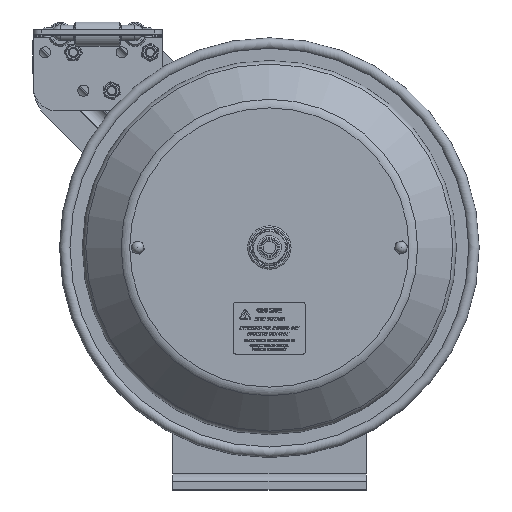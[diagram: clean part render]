
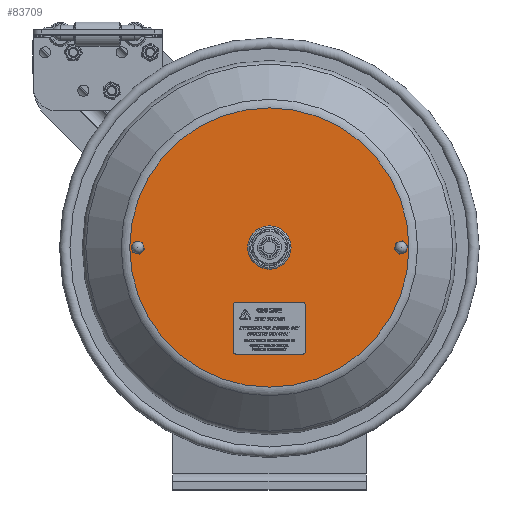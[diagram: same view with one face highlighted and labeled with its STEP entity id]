
A CAD part, top view. The second image highlights one B-rep face of the part: STEP entity #83709.
In plain terms, the highlighted planar face has unit normal (0, 0, 1).
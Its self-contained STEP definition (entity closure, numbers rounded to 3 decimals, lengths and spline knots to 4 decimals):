
#4875=FACE_BOUND('',#11198,.T.);
#4876=FACE_BOUND('',#11199,.T.);
#4877=FACE_BOUND('',#11200,.T.);
#6353=CIRCLE('',#88576,4.325);
#6354=CIRCLE('',#88577,4.325);
#6356=CIRCLE('',#88580,0.625);
#6357=CIRCLE('',#88581,0.1094);
#6358=CIRCLE('',#88582,0.1094);
#7694=FACE_OUTER_BOUND('',#11197,.T.);
#11197=EDGE_LOOP('',(#60206,#60207));
#11198=EDGE_LOOP('',(#60208));
#11199=EDGE_LOOP('',(#60209));
#11200=EDGE_LOOP('',(#60210));
#33836=VERTEX_POINT('',#113821);
#33837=VERTEX_POINT('',#113822);
#33838=VERTEX_POINT('',#113827);
#33839=VERTEX_POINT('',#113829);
#33840=VERTEX_POINT('',#113831);
#44878=EDGE_CURVE('',#33836,#33837,#6353,.T.);
#44879=EDGE_CURVE('',#33837,#33836,#6354,.T.);
#44881=EDGE_CURVE('',#33838,#33838,#6356,.T.);
#44882=EDGE_CURVE('',#33839,#33839,#6357,.T.);
#44883=EDGE_CURVE('',#33840,#33840,#6358,.T.);
#60206=ORIENTED_EDGE('',*,*,#44878,.T.);
#60207=ORIENTED_EDGE('',*,*,#44879,.T.);
#60208=ORIENTED_EDGE('',*,*,#44881,.T.);
#60209=ORIENTED_EDGE('',*,*,#44882,.T.);
#60210=ORIENTED_EDGE('',*,*,#44883,.T.);
#77895=PLANE('',#88579);
#83709=ADVANCED_FACE('',(#7694,#4875,#4876,#4877),#77895,.T.);
#88576=AXIS2_PLACEMENT_3D('',#113823,#95505,#95506);
#88577=AXIS2_PLACEMENT_3D('',#113824,#95507,#95508);
#88579=AXIS2_PLACEMENT_3D('',#113826,#95511,#95512);
#88580=AXIS2_PLACEMENT_3D('',#113828,#95513,#95514);
#88581=AXIS2_PLACEMENT_3D('',#113830,#95515,#95516);
#88582=AXIS2_PLACEMENT_3D('',#113832,#95517,#95518);
#95505=DIRECTION('center_axis',(0.,0.,1.));
#95506=DIRECTION('ref_axis',(-1.,0.,0.));
#95507=DIRECTION('center_axis',(0.,0.,1.));
#95508=DIRECTION('ref_axis',(-1.,0.,0.));
#95511=DIRECTION('center_axis',(0.,0.,1.));
#95512=DIRECTION('ref_axis',(0.,-1.,0.));
#95513=DIRECTION('center_axis',(0.,0.,-1.));
#95514=DIRECTION('ref_axis',(-1.,0.,0.));
#95515=DIRECTION('center_axis',(0.,0.,-1.));
#95516=DIRECTION('ref_axis',(1.,0.,0.));
#95517=DIRECTION('center_axis',(0.,0.,-1.));
#95518=DIRECTION('ref_axis',(1.,0.,0.));
#113821=CARTESIAN_POINT('',(-4.33,0.,6.4506));
#113822=CARTESIAN_POINT('',(-0.005,4.325,6.4506));
#113823=CARTESIAN_POINT('Origin',(-0.005,0.,
6.4506));
#113824=CARTESIAN_POINT('Origin',(-0.005,0.,
6.4506));
#113826=CARTESIAN_POINT('Origin',(-2.1675,0.,
6.4506));
#113827=CARTESIAN_POINT('',(0.62,0.,6.4506));
#113828=CARTESIAN_POINT('Origin',(-0.005,0.,
6.4506));
#113829=CARTESIAN_POINT('',(-3.9737,0.,6.4506));
#113830=CARTESIAN_POINT('Origin',(-4.0831,0.,
6.4506));
#113831=CARTESIAN_POINT('',(4.1825,0.,6.4506));
#113832=CARTESIAN_POINT('Origin',(4.0731,0.,
6.4506));
